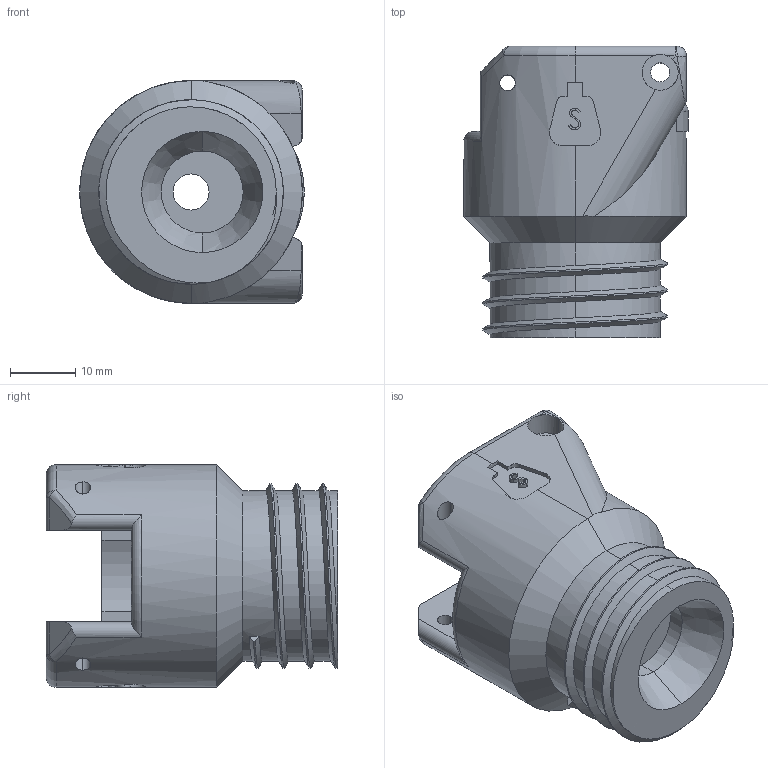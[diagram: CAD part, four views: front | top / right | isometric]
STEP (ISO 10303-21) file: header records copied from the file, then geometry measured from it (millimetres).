
FILE_DESCRIPTION (( 'STEP AP214' ), '1' );
FILE_NAME ('fuseSmallSafety.STEP', '2025-02-03T17:31:44', ( '' ), ( '' ), 'SwSTEP 2.0', 'SolidWorks 2022', '' );
FILE_SCHEMA (( 'AUTOMOTIVE_DESIGN' ));
Length unit declared in the file: millimetre
Products named in the file (1): fuseSmallSafety
Bounding box: 34.29 x 44.5 x 34 mm (x, y, z)
Volume: 26029.4 mm3; surface area: 8313 mm2
Topology: 1 solids, 1 shells, 156 faces, 428 edges, 275 vertices
Faces by surface type: cylinder 56, plane 49, bspline 39, cone 4, sphere 4, torus 4
Entity records: 7258 total; most frequent: CARTESIAN_POINT 3648, ORIENTED_EDGE 852, DIRECTION 602, EDGE_CURVE 426, VERTEX_POINT 275, AXIS2_PLACEMENT_3D 208, LINE 186, VECTOR 186
